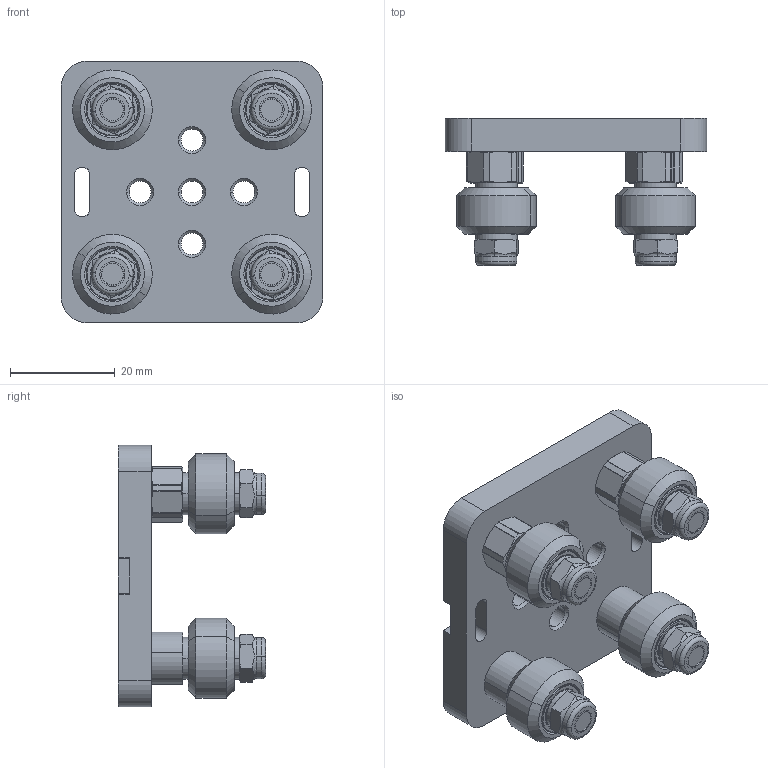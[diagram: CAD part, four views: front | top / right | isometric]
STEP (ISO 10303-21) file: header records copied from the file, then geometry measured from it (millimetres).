
FILE_DESCRIPTION (( 'STEP AP214' ), '1' );
FILE_NAME ('扻斀錼膷 擯膻 瀇僔蠂蕻 50x50.STEP', '2020-10-19T13:37:15', ( 'Windows User' ), ( '' ), 'SwSTEP 2.0', 'SolidWorks 2020', '' );
FILE_SCHEMA (( 'AUTOMOTIVE_DESIGN' ));
Length unit declared in the file: millimetre
Products named in the file (13): A177 栖闉罻 豂錒罻_00; A229 Ñàìîêîíòðÿùàÿñÿ ãàéêà M5_00; A183 Ïîäøèïíèê äëÿ ìèíè ðîëèêîâ, O 5  O 10, MR105zz_00; A137 Âûñîêîòî÷íàÿ ïðîêëàäêà O 5,3  O 8; A201 Äèñòàíöèîííàÿ âòóëêà 5õ6 ìì_00; 扻斀錼膷 擯膻 瀇僔蠂蕻 50x50; A242 Ìèíè ïëàñòèíà 50õ50 ðîëèêîâ_00; A143 Âèíò ñ ïëîñêîé ãîëîâêîé è âíóòð. øåñòèãðàííèêîì M5õ25; A177 Ìèíè ïëàñòèêîâûé ðîëèê äëÿ V-ïàçà; A195-Standartnyy-ekstsentrik-6-mm_-dlya-vinta-M5_podrobnaya-model__00
Assembly tree (41 placements, depth 3):
  扻斀錼膷 擯膻 瀇僔蠂蕻 50x50
    A242 Ìèíè ïëàñòèíà 50õ50 ðîëèêîâ_00
    A143 Âèíò ñ ïëîñêîé ãîëîâêîé è âíóòð. øåñòèãðàííèêîì M5õ25  x4
    A195-Standartnyy-ekstsentrik-6-mm_-dlya-vinta-M5_podrobnaya-model__00  x2
    A137 Âûñîêîòî÷íàÿ ïðîêëàäêà O 5,3  O 8  x8
    A177 栖闉罻 豂錒罻_00
      A137 Âûñîêîòî÷íàÿ ïðîêëàäêà O 5,3  O 8
      A177 Ìèíè ïëàñòèêîâûé ðîëèê äëÿ V-ïàçà
      A183 Ïîäøèïíèê äëÿ ìèíè ðîëèêîâ, O 5  O 10, MR105zz_00  x2
    A177 栖闉罻 豂錒罻_00
      A137 Âûñîêîòî÷íàÿ ïðîêëàäêà O 5,3  O 8
      A177 Ìèíè ïëàñòèêîâûé ðîëèê äëÿ V-ïàçà
      A183 Ïîäøèïíèê äëÿ ìèíè ðîëèêîâ, O 5  O 10, MR105zz_00  x2
    A201 Äèñòàíöèîííàÿ âòóëêà 5õ6 ìì_00  x2
    A177 栖闉罻 豂錒罻_00
      A137 Âûñîêîòî÷íàÿ ïðîêëàäêà O 5,3  O 8
      A177 Ìèíè ïëàñòèêîâûé ðîëèê äëÿ V-ïàçà
      A183 Ïîäøèïíèê äëÿ ìèíè ðîëèêîâ, O 5  O 10, MR105zz_00  x2
    A177 栖闉罻 豂錒罻_00
      A137 Âûñîêîòî÷íàÿ ïðîêëàäêà O 5,3  O 8
      A177 Ìèíè ïëàñòèêîâûé ðîëèê äëÿ V-ïàçà
      A183 Ïîäøèïíèê äëÿ ìèíè ðîëèêîâ, O 5  O 10, MR105zz_00  x2
    A229 Ñàìîêîíòðÿùàÿñÿ ãàéêà M5_00  x4
Bounding box: 50 x 28.1 x 50 mm (x, y, z)
Volume: 22743.9 mm3; surface area: 21643.1 mm2
Topology: 69 solids, 69 shells, 1432 faces, 3542 edges, 2300 vertices
Faces by surface type: cylinder 414, torus 312, cone 292, plane 286, sphere 128
Entity records: 12439 total; most frequent: CARTESIAN_POINT 2325, DIRECTION 1736, ORIENTED_EDGE 1496, EDGE_CURVE 748, AXIS2_PLACEMENT_3D 735, VERTEX_POINT 482, EDGE_LOOP 386, CIRCLE 370
